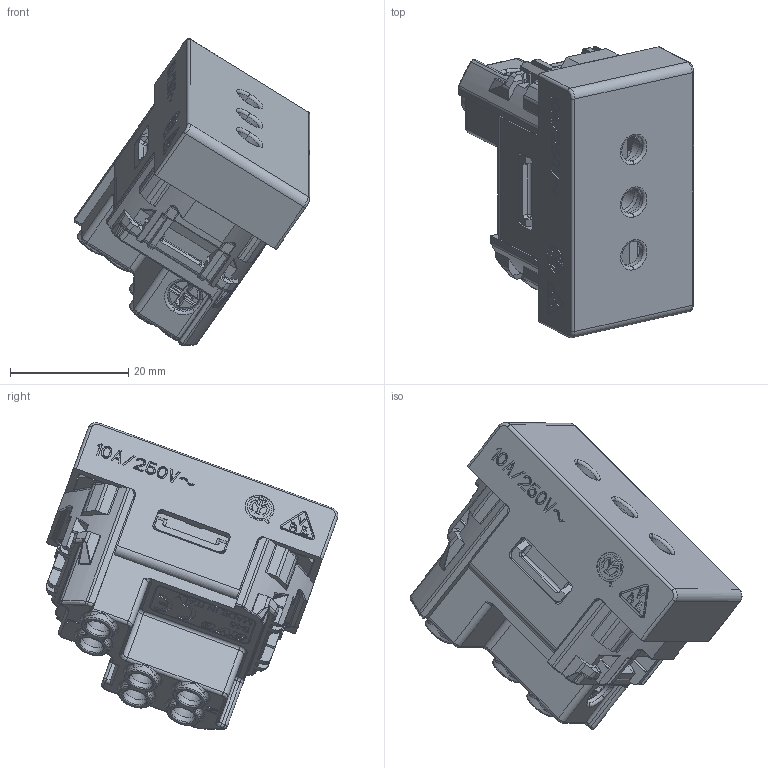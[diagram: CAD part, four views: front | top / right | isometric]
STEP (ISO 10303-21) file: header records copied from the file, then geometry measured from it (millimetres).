
FILE_DESCRIPTION(('CATIA V5 STEP Exchange'),'2;1');
FILE_NAME('45B06TS.stp','2024-04-18T13:52:30+00:00',('none'),('none'),'CATIA Version 5-6 Release 2016 SP6','CATIA V5 STEP AP203','none');
FILE_SCHEMA(('CONFIG_CONTROL_DESIGN'));
Products named in the file (1): STEP
Assembly tree (8 placements, depth 2):
  STEP
    #57
    #75512  x3
    #77451
    #80577
    #92534
    #105003
Bounding box: 39.84 x 49.41 x 51.97 mm (x, y, z)
Volume: 12590.1 mm3; surface area: 22324.3 mm2
Topology: 8 solids, 12 shells, 3084 faces, 8174 edges, 4970 vertices
Faces by surface type: plane 1452, cylinder 912, bspline 514, sphere 68, torus 50, cone 46, extrusion 42
Entity records: 106865 total; most frequent: CARTESIAN_POINT 41620, ORIENTED_EDGE 15290, DIRECTION 10041, EDGE_CURVE 7653, VERTEX_POINT 4766, VECTOR 4562, LINE 4520, AXIS2_PLACEMENT_3D 3492
